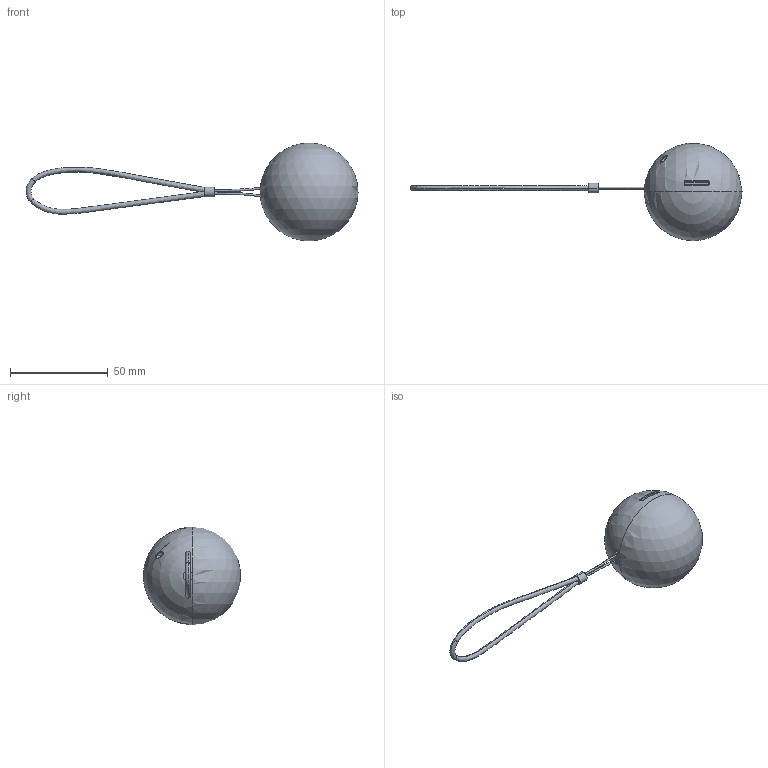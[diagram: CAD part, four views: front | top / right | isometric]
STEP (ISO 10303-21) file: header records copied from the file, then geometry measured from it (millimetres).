
FILE_DESCRIPTION((''),'2;1');
FILE_NAME('0-00_ASM','2025-04-30T09:28:07',('LilyGo'),(''),'CREO PARAMETRIC BY PTC INC, 2020053','CREO PARAMETRIC BY PTC INC, 2020053','');
FILE_SCHEMA(('CONFIG_CONTROL_DESIGN'));
Length unit declared in the file: millimetre
Products named in the file (11): 000; 000_ASM; PCB; SOLID-117229; PCB_ASM; 00; FPC; 0-00_ASM
Assembly tree (10 placements, depth 3):
  0-00_ASM
    000_ASM
      000
    PCB_ASM
      PCB
      SOLID-117229
    00
    FPC
    00
    00
    00
Bounding box: 169.55 x 49.64 x 50 mm (x, y, z)
Volume: 46672.2 mm3; surface area: 26709 mm2
Topology: 9 solids, 9 shells, 917 faces, 2409 edges, 1576 vertices
Faces by surface type: plane 640, extrusion 108, cylinder 104, bspline 51, sphere 7, torus 7
Entity records: 34508 total; most frequent: CARTESIAN_POINT 12182, ORIENTED_EDGE 4798, DIRECTION 4044, EDGE_CURVE 2399, VECTOR 1862, LINE 1754, VERTEX_POINT 1576, AXIS2_PLACEMENT_3D 1091
